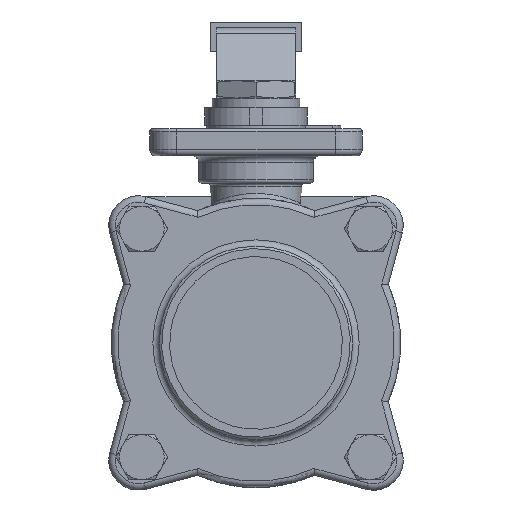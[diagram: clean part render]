
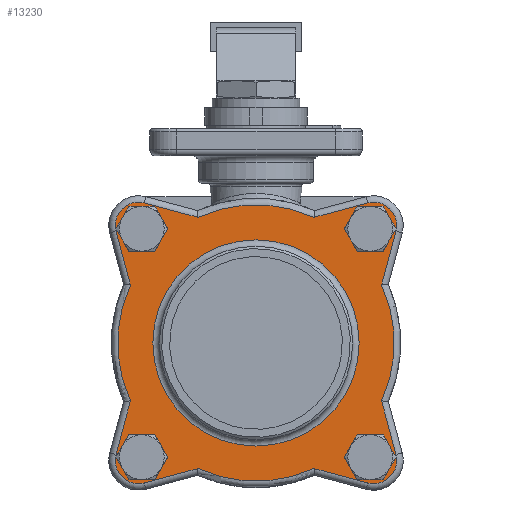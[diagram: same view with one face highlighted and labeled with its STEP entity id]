
A CAD part, front view. The second image highlights one B-rep face of the part: STEP entity #13230.
In plain terms, the highlighted planar face has unit normal (0, -1, 0).
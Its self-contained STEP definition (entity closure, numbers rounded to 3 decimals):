
#393=LINE('',#18078,#894);
#394=LINE('',#18101,#895);
#395=LINE('',#18118,#896);
#396=LINE('',#18141,#897);
#397=LINE('',#18158,#898);
#398=LINE('',#18181,#899);
#399=LINE('',#18198,#900);
#400=LINE('',#18221,#901);
#894=VECTOR('',#15170,1000.);
#895=VECTOR('',#15181,1000.);
#896=VECTOR('',#15184,1000.);
#897=VECTOR('',#15195,1000.);
#898=VECTOR('',#15198,1000.);
#899=VECTOR('',#15209,1000.);
#900=VECTOR('',#15212,1000.);
#901=VECTOR('',#15223,1000.);
#1529=PLANE('',#13910);
#1940=ORIENTED_EDGE('',*,*,#4596,.F.);
#1941=ORIENTED_EDGE('',*,*,#4597,.T.);
#1942=ORIENTED_EDGE('',*,*,#4524,.T.);
#1943=ORIENTED_EDGE('',*,*,#4598,.T.);
#1944=ORIENTED_EDGE('',*,*,#4532,.T.);
#1945=ORIENTED_EDGE('',*,*,#4599,.T.);
#1946=ORIENTED_EDGE('',*,*,#4528,.T.);
#1947=ORIENTED_EDGE('',*,*,#4600,.T.);
#1948=ORIENTED_EDGE('',*,*,#4520,.T.);
#1949=ORIENTED_EDGE('',*,*,#4582,.F.);
#1950=ORIENTED_EDGE('',*,*,#4580,.F.);
#1951=ORIENTED_EDGE('',*,*,#4578,.F.);
#1952=ORIENTED_EDGE('',*,*,#4575,.F.);
#1953=ORIENTED_EDGE('',*,*,#4583,.F.);
#1954=ORIENTED_EDGE('',*,*,#4566,.F.);
#1955=ORIENTED_EDGE('',*,*,#4564,.F.);
#1956=ORIENTED_EDGE('',*,*,#4561,.F.);
#1957=ORIENTED_EDGE('',*,*,#4585,.F.);
#1958=ORIENTED_EDGE('',*,*,#4559,.F.);
#1959=ORIENTED_EDGE('',*,*,#4557,.F.);
#1960=ORIENTED_EDGE('',*,*,#4554,.F.);
#1961=ORIENTED_EDGE('',*,*,#4584,.F.);
#1962=ORIENTED_EDGE('',*,*,#4573,.F.);
#1963=ORIENTED_EDGE('',*,*,#4571,.F.);
#1964=ORIENTED_EDGE('',*,*,#4568,.F.);
#4520=EDGE_CURVE('',#5862,#5865,#6741,.T.);
#4524=EDGE_CURVE('',#5866,#5869,#6743,.T.);
#4528=EDGE_CURVE('',#5870,#5873,#6745,.T.);
#4532=EDGE_CURVE('',#5874,#5877,#6747,.T.);
#4554=EDGE_CURVE('',#5889,#5890,#393,.T.);
#4557=EDGE_CURVE('',#5890,#5891,#6755,.T.);
#4559=EDGE_CURVE('',#5891,#5892,#394,.T.);
#4561=EDGE_CURVE('',#5893,#5894,#395,.T.);
#4564=EDGE_CURVE('',#5894,#5895,#6758,.T.);
#4566=EDGE_CURVE('',#5895,#5896,#396,.T.);
#4568=EDGE_CURVE('',#5897,#5898,#397,.T.);
#4571=EDGE_CURVE('',#5898,#5899,#6761,.T.);
#4573=EDGE_CURVE('',#5899,#5900,#398,.T.);
#4575=EDGE_CURVE('',#5901,#5902,#399,.T.);
#4578=EDGE_CURVE('',#5902,#5903,#6764,.T.);
#4580=EDGE_CURVE('',#5903,#5904,#400,.T.);
#4582=EDGE_CURVE('',#5904,#5897,#6766,.T.);
#4583=EDGE_CURVE('',#5896,#5901,#6767,.T.);
#4584=EDGE_CURVE('',#5900,#5889,#6768,.T.);
#4585=EDGE_CURVE('',#5892,#5893,#6769,.T.);
#4596=EDGE_CURVE('',#5915,#5915,#6780,.T.);
#4597=EDGE_CURVE('',#5869,#5866,#6781,.T.);
#4598=EDGE_CURVE('',#5877,#5874,#6782,.T.);
#4599=EDGE_CURVE('',#5873,#5870,#6783,.T.);
#4600=EDGE_CURVE('',#5865,#5862,#6784,.T.);
#5862=VERTEX_POINT('',#18003);
#5865=VERTEX_POINT('',#18008);
#5866=VERTEX_POINT('',#18012);
#5869=VERTEX_POINT('',#18017);
#5870=VERTEX_POINT('',#18021);
#5873=VERTEX_POINT('',#18026);
#5874=VERTEX_POINT('',#18030);
#5877=VERTEX_POINT('',#18035);
#5889=VERTEX_POINT('',#18079);
#5890=VERTEX_POINT('',#18080);
#5891=VERTEX_POINT('',#18098);
#5892=VERTEX_POINT('',#18102);
#5893=VERTEX_POINT('',#18119);
#5894=VERTEX_POINT('',#18120);
#5895=VERTEX_POINT('',#18138);
#5896=VERTEX_POINT('',#18142);
#5897=VERTEX_POINT('',#18159);
#5898=VERTEX_POINT('',#18160);
#5899=VERTEX_POINT('',#18178);
#5900=VERTEX_POINT('',#18182);
#5901=VERTEX_POINT('',#18199);
#5902=VERTEX_POINT('',#18200);
#5903=VERTEX_POINT('',#18218);
#5904=VERTEX_POINT('',#18222);
#5915=VERTEX_POINT('',#18269);
#6741=CIRCLE('',#13842,5.);
#6743=CIRCLE('',#13845,5.);
#6745=CIRCLE('',#13848,5.);
#6747=CIRCLE('',#13851,5.);
#6755=CIRCLE('',#13869,7.25);
#6758=CIRCLE('',#13875,7.25);
#6761=CIRCLE('',#13881,7.25);
#6764=CIRCLE('',#13887,7.25);
#6766=CIRCLE('',#13891,43.25);
#6767=CIRCLE('',#13893,43.25);
#6768=CIRCLE('',#13895,43.25);
#6769=CIRCLE('',#13897,43.25);
#6780=CIRCLE('',#13911,32.25);
#6781=CIRCLE('',#13912,4.763);
#6782=CIRCLE('',#13913,4.763);
#6783=CIRCLE('',#13914,4.763);
#6784=CIRCLE('',#13915,4.763);
#7349=EDGE_LOOP('',(#1940));
#7350=EDGE_LOOP('',(#1941,#1942));
#7351=EDGE_LOOP('',(#1943,#1944));
#7352=EDGE_LOOP('',(#1945,#1946));
#7353=EDGE_LOOP('',(#1947,#1948));
#7354=EDGE_LOOP('',(#1949,#1950,#1951,#1952,#1953,#1954,#1955,#1956,#1957,
#1958,#1959,#1960,#1961,#1962,#1963,#1964));
#8135=FACE_BOUND('',#7349,.T.);
#8136=FACE_BOUND('',#7350,.T.);
#8137=FACE_BOUND('',#7351,.T.);
#8138=FACE_BOUND('',#7352,.T.);
#8139=FACE_BOUND('',#7353,.T.);
#8140=FACE_BOUND('',#7354,.T.);
#13230=ADVANCED_FACE('',(#8135,#8136,#8137,#8138,#8139,#8140),#1529,.T.);
#13842=AXIS2_PLACEMENT_3D('',#18009,#15099,#15100);
#13845=AXIS2_PLACEMENT_3D('',#18018,#15107,#15108);
#13848=AXIS2_PLACEMENT_3D('',#18027,#15115,#15116);
#13851=AXIS2_PLACEMENT_3D('',#18036,#15123,#15124);
#13869=AXIS2_PLACEMENT_3D('',#18097,#15175,#15176);
#13875=AXIS2_PLACEMENT_3D('',#18137,#15189,#15190);
#13881=AXIS2_PLACEMENT_3D('',#18177,#15203,#15204);
#13887=AXIS2_PLACEMENT_3D('',#18217,#15217,#15218);
#13891=AXIS2_PLACEMENT_3D('',#18238,#15226,#15227);
#13893=AXIS2_PLACEMENT_3D('',#18240,#15230,#15231);
#13895=AXIS2_PLACEMENT_3D('',#18242,#15234,#15235);
#13897=AXIS2_PLACEMENT_3D('',#18244,#15238,#15239);
#13910=AXIS2_PLACEMENT_3D('',#18267,#15264,#15265);
#13911=AXIS2_PLACEMENT_3D('',#18268,#15266,#15267);
#13912=AXIS2_PLACEMENT_3D('',#18270,#15268,#15269);
#13913=AXIS2_PLACEMENT_3D('',#18271,#15270,#15271);
#13914=AXIS2_PLACEMENT_3D('',#18272,#15272,#15273);
#13915=AXIS2_PLACEMENT_3D('',#18273,#15274,#15275);
#15099=DIRECTION('',(0.,1.,0.));
#15100=DIRECTION('',(0.,0.,-1.));
#15107=DIRECTION('',(0.,1.,0.));
#15108=DIRECTION('',(0.,0.,-1.));
#15115=DIRECTION('',(0.,1.,0.));
#15116=DIRECTION('',(0.,0.,-1.));
#15123=DIRECTION('',(0.,1.,0.));
#15124=DIRECTION('',(0.,0.,-1.));
#15170=DIRECTION('',(-0.259,0.,0.966));
#15175=DIRECTION('',(0.,1.,0.));
#15176=DIRECTION('',(-0.707,0.,0.707));
#15181=DIRECTION('',(0.966,0.,-0.259));
#15184=DIRECTION('',(0.966,0.,0.259));
#15189=DIRECTION('',(0.,1.,0.));
#15190=DIRECTION('',(0.707,0.,0.707));
#15195=DIRECTION('',(-0.259,0.,-0.966));
#15198=DIRECTION('',(-0.966,0.,-0.259));
#15203=DIRECTION('',(0.,1.,0.));
#15204=DIRECTION('',(-0.707,0.,-0.707));
#15209=DIRECTION('',(0.259,0.,0.966));
#15212=DIRECTION('',(0.259,0.,-0.966));
#15217=DIRECTION('',(0.,1.,0.));
#15218=DIRECTION('',(0.707,0.,-0.707));
#15223=DIRECTION('',(-0.966,0.,0.259));
#15226=DIRECTION('',(0.,1.,0.));
#15227=DIRECTION('',(0.,0.,-1.));
#15230=DIRECTION('',(0.,1.,0.));
#15231=DIRECTION('',(1.,0.,0.));
#15234=DIRECTION('',(0.,1.,0.));
#15235=DIRECTION('',(-1.,0.,0.));
#15238=DIRECTION('',(0.,1.,0.));
#15239=DIRECTION('',(0.,0.,1.));
#15264=DIRECTION('',(0.,-1.,0.));
#15265=DIRECTION('',(-1.,0.,0.));
#15266=DIRECTION('',(0.,-1.,0.));
#15267=DIRECTION('',(1.,0.,0.));
#15268=DIRECTION('',(0.,1.,0.));
#15269=DIRECTION('',(1.,0.,0.));
#15270=DIRECTION('',(0.,1.,0.));
#15271=DIRECTION('',(1.,0.,0.));
#15272=DIRECTION('',(0.,1.,0.));
#15273=DIRECTION('',(1.,0.,0.));
#15274=DIRECTION('',(0.,1.,0.));
#15275=DIRECTION('',(1.,0.,0.));
#18003=CARTESIAN_POINT('',(39.06,-37.715,-32.325));
#18008=CARTESIAN_POINT('',(32.325,-37.715,-39.06));
#18009=CARTESIAN_POINT('',(36.77,-37.715,-36.77));
#18012=CARTESIAN_POINT('',(-32.325,-37.715,-39.06));
#18017=CARTESIAN_POINT('',(-39.06,-37.715,-32.325));
#18018=CARTESIAN_POINT('',(-36.77,-37.715,-36.77));
#18021=CARTESIAN_POINT('',(-39.06,-37.715,32.325));
#18026=CARTESIAN_POINT('',(-32.325,-37.715,39.06));
#18027=CARTESIAN_POINT('',(-36.77,-37.715,36.77));
#18030=CARTESIAN_POINT('',(32.325,-37.715,39.06));
#18035=CARTESIAN_POINT('',(39.06,-37.715,32.325));
#18036=CARTESIAN_POINT('',(36.77,-37.715,36.77));
#18078=CARTESIAN_POINT('',(-39.276,-37.715,18.11));
#18079=CARTESIAN_POINT('',(-39.276,-37.715,18.11));
#18080=CARTESIAN_POINT('',(-43.773,-37.715,34.893));
#18097=CARTESIAN_POINT('',(-36.77,-37.715,36.77));
#18098=CARTESIAN_POINT('',(-34.893,-37.715,43.773));
#18101=CARTESIAN_POINT('',(-34.893,-37.715,43.773));
#18102=CARTESIAN_POINT('',(-18.11,-37.715,39.276));
#18118=CARTESIAN_POINT('',(18.11,-37.715,39.276));
#18119=CARTESIAN_POINT('',(18.11,-37.715,39.276));
#18120=CARTESIAN_POINT('',(34.893,-37.715,43.773));
#18137=CARTESIAN_POINT('',(36.77,-37.715,36.77));
#18138=CARTESIAN_POINT('',(43.773,-37.715,34.893));
#18141=CARTESIAN_POINT('',(43.773,-37.715,34.893));
#18142=CARTESIAN_POINT('',(39.276,-37.715,18.11));
#18158=CARTESIAN_POINT('',(-18.11,-37.715,-39.276));
#18159=CARTESIAN_POINT('',(-18.11,-37.715,-39.276));
#18160=CARTESIAN_POINT('',(-34.893,-37.715,-43.773));
#18177=CARTESIAN_POINT('',(-36.77,-37.715,-36.77));
#18178=CARTESIAN_POINT('',(-43.773,-37.715,-34.893));
#18181=CARTESIAN_POINT('',(-43.773,-37.715,-34.893));
#18182=CARTESIAN_POINT('',(-39.276,-37.715,-18.11));
#18198=CARTESIAN_POINT('',(39.276,-37.715,-18.11));
#18199=CARTESIAN_POINT('',(39.276,-37.715,-18.11));
#18200=CARTESIAN_POINT('',(43.773,-37.715,-34.893));
#18217=CARTESIAN_POINT('',(36.77,-37.715,-36.77));
#18218=CARTESIAN_POINT('',(34.893,-37.715,-43.773));
#18221=CARTESIAN_POINT('',(34.893,-37.715,-43.773));
#18222=CARTESIAN_POINT('',(18.11,-37.715,-39.276));
#18238=CARTESIAN_POINT('',(0.,-37.715,0.));
#18240=CARTESIAN_POINT('',(0.,-37.715,0.));
#18242=CARTESIAN_POINT('',(0.,-37.715,0.));
#18244=CARTESIAN_POINT('',(0.,-37.715,0.));
#18267=CARTESIAN_POINT('',(0.,-37.715,-37.75));
#18268=CARTESIAN_POINT('',(0.,-37.715,0.));
#18269=CARTESIAN_POINT('',(32.25,-37.715,0.));
#18270=CARTESIAN_POINT('',(-35.709,-37.715,-35.709));
#18271=CARTESIAN_POINT('',(35.709,-37.715,35.709));
#18272=CARTESIAN_POINT('',(-35.709,-37.715,35.709));
#18273=CARTESIAN_POINT('',(35.709,-37.715,-35.709));
